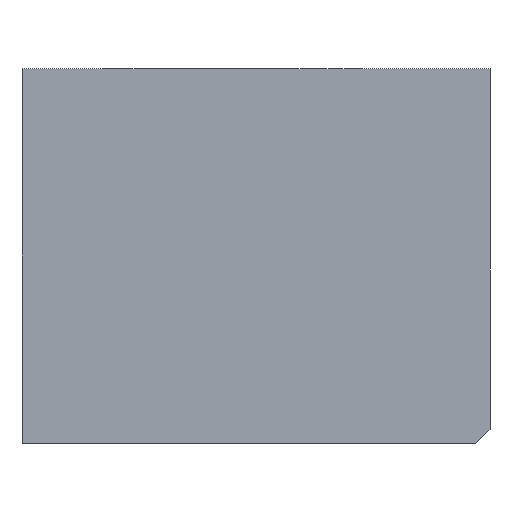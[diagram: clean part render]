
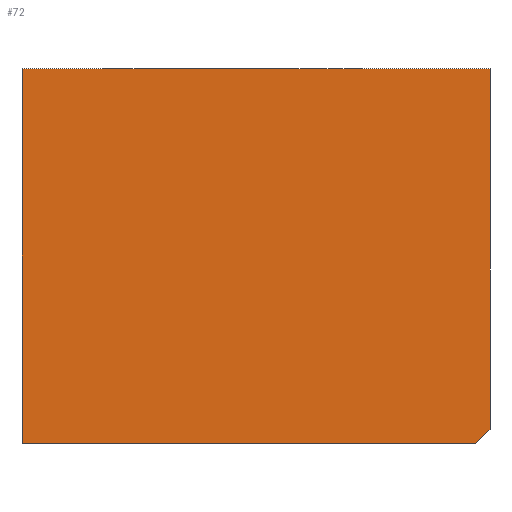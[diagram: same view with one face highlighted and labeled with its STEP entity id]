
A CAD part, front view. The second image highlights one B-rep face of the part: STEP entity #72.
In plain terms, the highlighted planar face has unit normal (0, -1, 0).
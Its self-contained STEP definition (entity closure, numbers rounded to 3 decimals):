
#72=ADVANCED_FACE('',(#145),#146,.F.);
#145=FACE_OUTER_BOUND('',#210,.T.);
#146=PLANE('',#211);
#210=EDGE_LOOP('',(#347,#348,#349,#350,#351));
#211=AXIS2_PLACEMENT_3D('',#352,#353,#354);
#347=ORIENTED_EDGE('',*,*,#387,.T.);
#348=ORIENTED_EDGE('',*,*,#392,.F.);
#349=ORIENTED_EDGE('',*,*,#413,.F.);
#350=ORIENTED_EDGE('',*,*,#418,.T.);
#351=ORIENTED_EDGE('',*,*,#415,.F.);
#352=CARTESIAN_POINT('',(10.0,0.0,8.0));
#353=DIRECTION('',(0.0,1.0,0.0));
#354=DIRECTION('',(0.0,0.0,1.0));
#387=EDGE_CURVE('',#463,#461,#464,.T.);
#392=EDGE_CURVE('',#469,#461,#471,.T.);
#413=EDGE_CURVE('',#493,#469,#495,.T.);
#415=EDGE_CURVE('',#463,#497,#498,.T.);
#418=EDGE_CURVE('',#493,#497,#501,.T.);
#461=VERTEX_POINT('',#553);
#463=VERTEX_POINT('',#556);
#464=LINE('',#557,#558);
#469=VERTEX_POINT('',#565);
#471=LINE('',#568,#569);
#493=VERTEX_POINT('',#594);
#495=LINE('',#597,#598);
#497=VERTEX_POINT('',#600);
#498=LINE('',#601,#602);
#501=LINE('',#606,#607);
#553=CARTESIAN_POINT('',(20.0,0.0,0.6));
#556=CARTESIAN_POINT('',(19.4,0.0,0.0));
#557=CARTESIAN_POINT('',(19.2,0.0,-0.2));
#558=VECTOR('',#644,1.0);
#565=CARTESIAN_POINT('',(20.0,0.0,16.0));
#568=CARTESIAN_POINT('',(20.0,0.0,8.0));
#569=VECTOR('',#648,1.0);
#594=CARTESIAN_POINT('',(0.0,0.0,16.0));
#597=CARTESIAN_POINT('',(10.0,0.0,16.0));
#598=VECTOR('',#677,1.0);
#600=CARTESIAN_POINT('',(0.0,0.0,0.0));
#601=CARTESIAN_POINT('',(10.0,0.0,0.0));
#602=VECTOR('',#678,1.0);
#606=CARTESIAN_POINT('',(0.0,0.0,8.0));
#607=VECTOR('',#680,1.0);
#644=DIRECTION('',(0.707,-0.0,0.707));
#648=DIRECTION('',(0.0,0.0,-1.0));
#677=DIRECTION('',(1.0,0.0,0.0));
#678=DIRECTION('',(-1.0,0.0,0.0));
#680=DIRECTION('',(0.0,0.0,-1.0));
